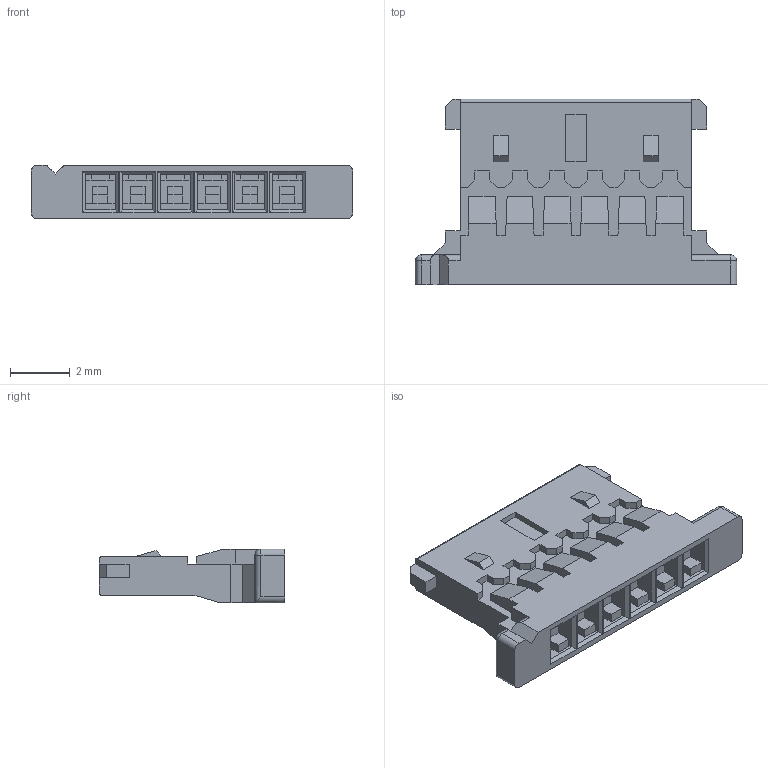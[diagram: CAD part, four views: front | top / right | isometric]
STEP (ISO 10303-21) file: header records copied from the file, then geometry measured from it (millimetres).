
FILE_DESCRIPTION(('FreeCAD Model'),'2;1');
FILE_NAME('SOLID004.step','2016-05-20T05:37:37',( 'Author'),(''),'Open CASCADE STEP processor 6.8','FreeCAD','Unknown' );
FILE_SCHEMA(('AUTOMOTIVE_DESIGN_CC2 { 1 2 10303 214 -1 1 5 4 }'));
Length unit declared in the file: millimetre
Products named in the file (2): ASSEMBLY; SOLID004
Assembly tree (1 placements, depth 2):
  ASSEMBLY
    SOLID004
Bounding box: 10.72 x 6.2 x 1.8 mm (x, y, z)
Volume: 71.1 mm3; surface area: 202.6 mm2
Topology: 1 solids, 1 shells, 345 faces, 904 edges, 576 vertices
Faces by surface type: plane 332, cylinder 11, sphere 2
Entity records: 23307 total; most frequent: CARTESIAN_POINT 4969, DIRECTION 3366, LINE 2630, VECTOR 2630, ORIENTED_EDGE 1808, PCURVE 1808, DEFINITIONAL_REPRESENTATION 1808, EDGE_CURVE 904
